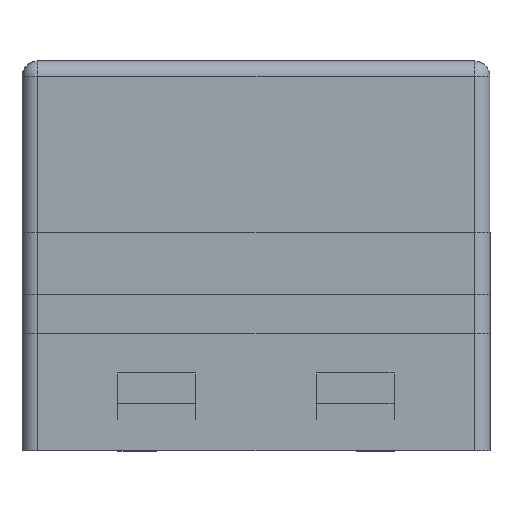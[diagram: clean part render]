
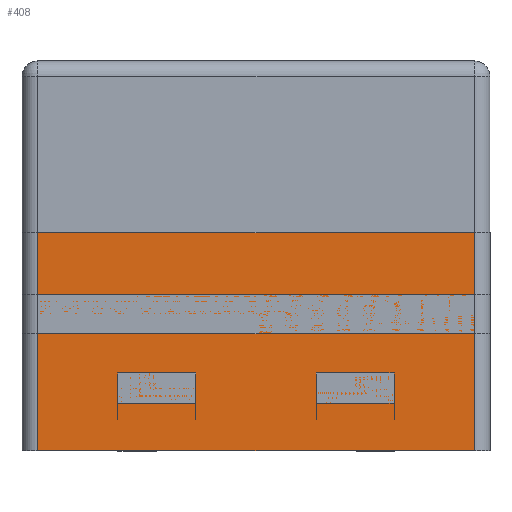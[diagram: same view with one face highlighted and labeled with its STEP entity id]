
A CAD part, left-side view. The second image highlights one B-rep face of the part: STEP entity #408.
In plain terms, the highlighted planar face has unit normal (-1, 0, 0).
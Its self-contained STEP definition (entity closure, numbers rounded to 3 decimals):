
#408 = ADVANCED_FACE( '', ( #813 ), #814, .F. );
#813 = FACE_OUTER_BOUND( '', #1251, .T. );
#814 = PLANE( '', #1252 );
#1251 = EDGE_LOOP( '', ( #2561, #2562, #2563, #2564 ) );
#1252 = AXIS2_PLACEMENT_3D( '', #2565, #2566, #2567 );
#2561 = ORIENTED_EDGE( '', *, *, #3387, .T. );
#2562 = ORIENTED_EDGE( '', *, *, #3379, .T. );
#2563 = ORIENTED_EDGE( '', *, *, #3202, .T. );
#2564 = ORIENTED_EDGE( '', *, *, #3019, .T. );
#2565 = CARTESIAN_POINT( '', ( -4.6, 3., 3. ) );
#2566 = DIRECTION( '', ( 1., 0., 0. ) );
#2567 = DIRECTION( '', ( 0., 0., -1. ) );
#3019 = EDGE_CURVE( '', #3695, #3692, #3696, .F. );
#3202 = EDGE_CURVE( '', #3997, #3695, #3998, .T. );
#3379 = EDGE_CURVE( '', #4098, #3997, #4232, .T. );
#3387 = EDGE_CURVE( '', #3692, #4098, #4241, .F. );
#3692 = VERTEX_POINT( '', #5226 );
#3695 = VERTEX_POINT( '', #5229 );
#3696 = LINE( '', #5230, #5231 );
#3997 = VERTEX_POINT( '', #5816 );
#3998 = LINE( '', #5817, #5818 );
#4098 = VERTEX_POINT( '', #6071 );
#4232 = LINE( '', #6492, #6493 );
#4241 = LINE( '', #6504, #6505 );
#5226 = CARTESIAN_POINT( '', ( -4.6, -2.8, 2.8 ) );
#5229 = CARTESIAN_POINT( '', ( -4.6, -2.8, 0. ) );
#5230 = CARTESIAN_POINT( '', ( -4.6, -2.8, 3. ) );
#5231 = VECTOR( '', #6862, 1000. );
#5816 = CARTESIAN_POINT( '', ( -4.6, 2.8, 0. ) );
#5817 = CARTESIAN_POINT( '', ( -4.6, 3., 0. ) );
#5818 = VECTOR( '', #6960, 1000. );
#6071 = CARTESIAN_POINT( '', ( -4.6, 2.8, 2.8 ) );
#6492 = CARTESIAN_POINT( '', ( -4.6, 2.8, 3. ) );
#6493 = VECTOR( '', #7016, 1000. );
#6504 = CARTESIAN_POINT( '', ( -4.6, 3., 2.8 ) );
#6505 = VECTOR( '', #7021, 1000. );
#6862 = DIRECTION( '', ( 0., 0., -1. ) );
#6960 = DIRECTION( '', ( 0., -1., 0. ) );
#7016 = DIRECTION( '', ( 0., 0., -1. ) );
#7021 = DIRECTION( '', ( 0., -1., 0. ) );
